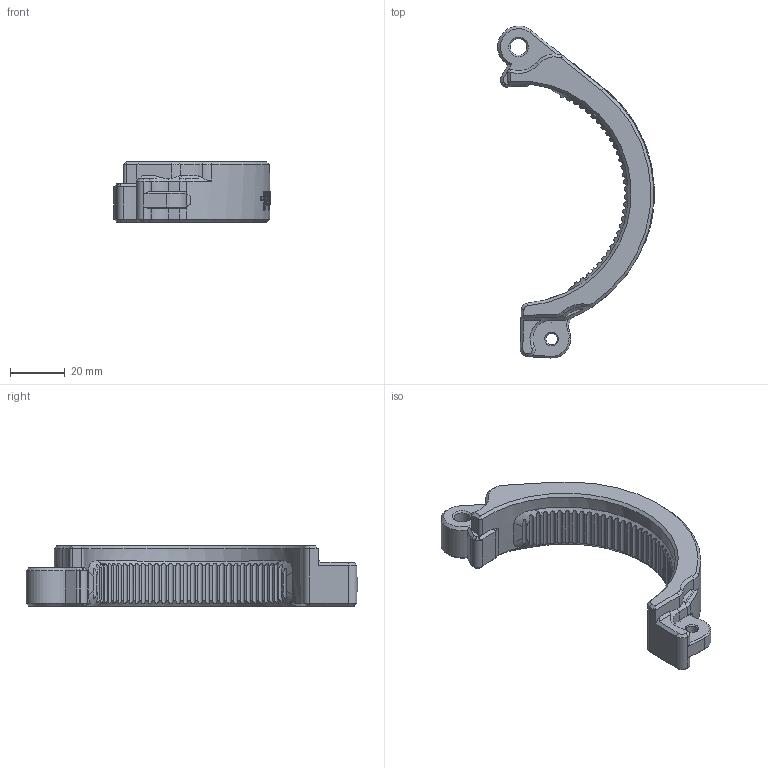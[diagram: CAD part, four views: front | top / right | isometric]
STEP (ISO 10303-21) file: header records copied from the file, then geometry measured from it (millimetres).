
FILE_DESCRIPTION(/* description */ ('','CAx-IF Rec.Pracs.---Representation and Presentation of Product Manufacturing Information (PMI)---4.0---2014-10-13'),/* implementation_level */ '2;1');
FILE_NAME(/* name */ 'PitClamp Mini - Common - Upper.step',/* time_stamp */ '2024-12-17T13:32:07-05:00',/* author */ (''),/* organization */ (''),/* preprocessor_version */ 'ST-DEVELOPER v20',/* originating_system */ 'Autodesk Translation Framework v13.20.0.188',/* authorisation */ '');
FILE_SCHEMA (('AP242_MANAGED_MODEL_BASED_3D_ENGINEERING_MIM_LF { 1 0 10303 442 1 1 4 }'));
Length unit declared in the file: millimetre
Products named in the file (1): PitClamp_Mini_Ring_Base_Raised
Bounding box: 57.18 x 121.15 x 22 mm (x, y, z)
Volume: 34757.7 mm3; surface area: 11106.9 mm2
Topology: 1 solids, 1 shells, 290 faces, 727 edges, 455 vertices
Faces by surface type: cylinder 115, bspline 74, cone 51, plane 48, torus 2
Full cylindrical faces by diameter (mm): 4.2 x1, 6 x1, 7.2 x1
Entity records: 30293 total; most frequent: CARTESIAN_POINT 24010, ORIENTED_EDGE 1448, DIRECTION 1040, EDGE_CURVE 724, VERTEX_POINT 455, AXIS2_PLACEMENT_3D 387, EDGE_LOOP 313, FACE_OUTER_BOUND 290
